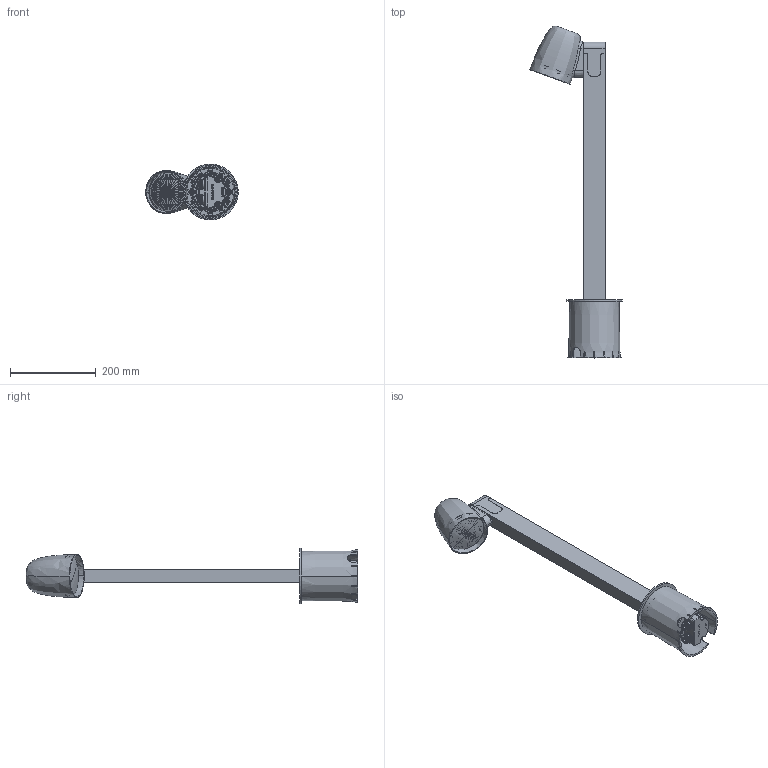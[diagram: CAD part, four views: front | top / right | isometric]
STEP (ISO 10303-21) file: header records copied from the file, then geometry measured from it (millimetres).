
FILE_DESCRIPTION (( 'STEP AP203' ), '1' );
FILE_NAME ('NUT B-60 196024xxyyy.STEP', '2022-07-15T12:01:27', ( '' ), ( '' ), 'SwSTEP 2.0', 'SolidWorks 2019', '' );
FILE_SCHEMA (( 'CONFIG_CONTROL_DESIGN' ));
Length unit declared in the file: millimetre
Products named in the file (26): 000-196-003; 000-196-110_Soldadura; 000-196-008; 000-1-10; 000-Gea 130power led 170703.sldasm-Part-3; 000-1-19; 000-1-8; 000-SUB196-010; 000-1-23; 000-196-104; 000-D6798J-4.3A2; 000-196-006; 000-1-11; 000-310-31; 000-Gea 130power led 170703.sldasm-Part-2; NUT B-60 196024xxyyy; 000-196-001; 000-196-103; 000-310-32R1; 000-1-22; 000-1-9; 000-196-101; 000-1-20; D7991-510a2; 000-Gea 130power led 170703.sldasm-Part-1; 000-SUB196-002
Assembly tree (28 placements, depth 4):
  NUT B-60 196024xxyyy
    000-310-31
      000-Gea 130power led 170703.sldasm-Part-1
      000-Gea 130power led 170703.sldasm-Part-2
      000-1-8
      000-1-9
      000-1-10
      000-1-11
      000-Gea 130power led 170703.sldasm-Part-3
      000-1-19
      000-1-20
      000-1-22
      000-1-23
    000-196-104
    000-310-32R1
    000-196-103
    000-196-110_Soldadura
    000-SUB196-010
      000-196-001
      000-SUB196-002
        000-196-003
      000-196-006
      000-196-008
      000-196-101
    000-D6798J-4.3A2
    D7991-510a2  x4
Bounding box: 215.36 x 773.36 x 130 mm (x, y, z)
Volume: 804146.4 mm3; surface area: 551429.9 mm2
Topology: 25 solids, 25 shells, 2519 faces, 6782 edges, 4395 vertices
Faces by surface type: plane 1163, bspline 476, cylinder 448, cone 363, torus 69
Entity records: 100959 total; most frequent: CARTESIAN_POINT 40350, ORIENTED_EDGE 13174, DIRECTION 10424, EDGE_CURVE 6587, VERTEX_POINT 4302, AXIS2_PLACEMENT_3D 3615, LINE 3194, VECTOR 3194
